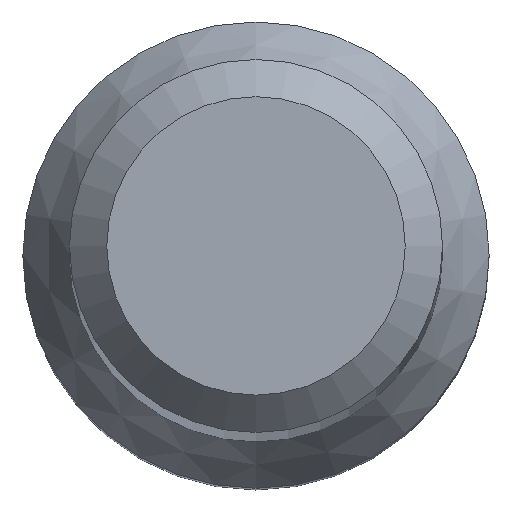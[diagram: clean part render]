
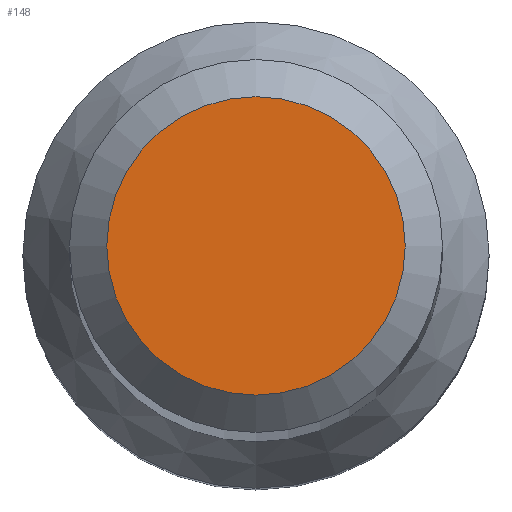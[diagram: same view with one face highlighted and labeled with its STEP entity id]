
A CAD part, top view. The second image highlights one B-rep face of the part: STEP entity #148.
In plain terms, the highlighted planar face has unit normal (0, 0, 1).
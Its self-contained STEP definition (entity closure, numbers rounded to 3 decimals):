
#24 = ORIENTED_EDGE ( 'NONE', *, *, #237, .F. ) ;
#30 = DIRECTION ( 'NONE',  ( 0., 0., -1. ) ) ;
#62 = EDGE_LOOP ( 'NONE', ( #24 ) ) ;
#75 = AXIS2_PLACEMENT_3D ( 'NONE', #87, #30, #164 ) ;
#78 = DIRECTION ( 'NONE',  ( 0., 0., -1. ) ) ;
#87 = CARTESIAN_POINT ( 'NONE',  ( 0., 0., 101. ) ) ;
#122 = PLANE ( 'NONE',  #75 ) ;
#146 = DIRECTION ( 'NONE',  ( 0., 1., 0. ) ) ;
#147 = AXIS2_PLACEMENT_3D ( 'NONE', #166, #78, #146 ) ;
#148 = ADVANCED_FACE ( 'NONE', ( #160 ), #122, .F. ) ;
#160 = FACE_OUTER_BOUND ( 'NONE', #62, .T. ) ;
#164 = DIRECTION ( 'NONE',  ( 0., 1., 0. ) ) ;
#166 = CARTESIAN_POINT ( 'NONE',  ( 0., 0., 101. ) ) ;
#181 = VERTEX_POINT ( 'NONE', #240 ) ;
#212 = CIRCLE ( 'NONE', #147, 2.4 ) ;
#237 = EDGE_CURVE ( 'NONE', #181, #181, #212, .T. ) ;
#240 = CARTESIAN_POINT ( 'NONE',  ( 0., 2.4, 101. ) ) ;
